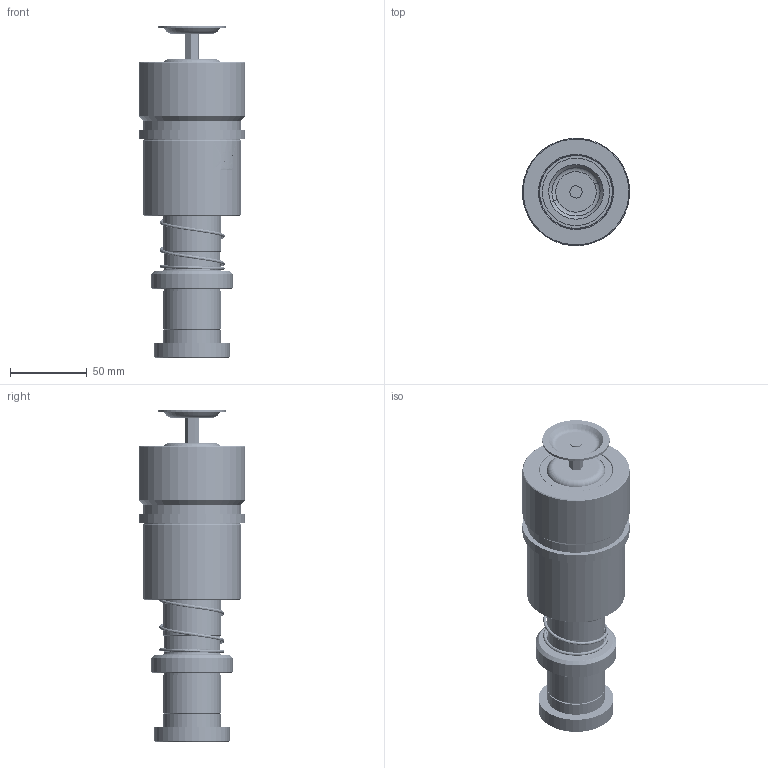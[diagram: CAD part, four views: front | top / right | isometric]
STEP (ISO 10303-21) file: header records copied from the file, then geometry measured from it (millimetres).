
FILE_DESCRIPTION (( 'STEP AP214' ), '1' );
FILE_NAME ('RTSH (RTJH)-D38-L150(BL-100).STEP', '2021-09-09T03:02:28', ( '' ), ( '' ), 'SwSTEP 2.0', 'SolidWorks 2016', '' );
FILE_SCHEMA (( 'AUTOMOTIVE_DESIGN' ));
Length unit declared in the file: millimetre
Products named in the file (303): BALL-D5; HWP-D42.5-d38.5-L80; TRPM-D38-L150; GTM-M16蹟簽 -; GTM-3-縐种; GTM-44郪蚾; BSH-47.5-38.5-L90; TRB38-50-50; BSH-D47.5-38.5-L90郪蚾; GTM-44; RTSH (RTJH)-D38-L150(BL-100); DRPM蹟簽D38
Assembly tree (295 placements, depth 3):
  BALL-D5
  BALL-D5
  BALL-D5
  BALL-D5
  BALL-D5
Bounding box: 69.77 x 69.77 x 216.52 mm (x, y, z)
Volume: 445259 mm3; surface area: 153981.6 mm2
Topology: 288 solids, 288 shells, 1326 faces, 5595 edges, 3719 vertices
Faces by surface type: sphere 1120, cylinder 72, plane 51, cone 40, torus 22, bspline 21
Entity records: 62445 total; most frequent: CARTESIAN_POINT 37134, ORIENTED_EDGE 4444, DIRECTION 3835, EDGE_CURVE 2222, AXIS2_PLACEMENT_3D 1819, VERTEX_POINT 1459, EDGE_LOOP 1325, B_SPLINE_CURVE_WITH_KNOTS 1236
